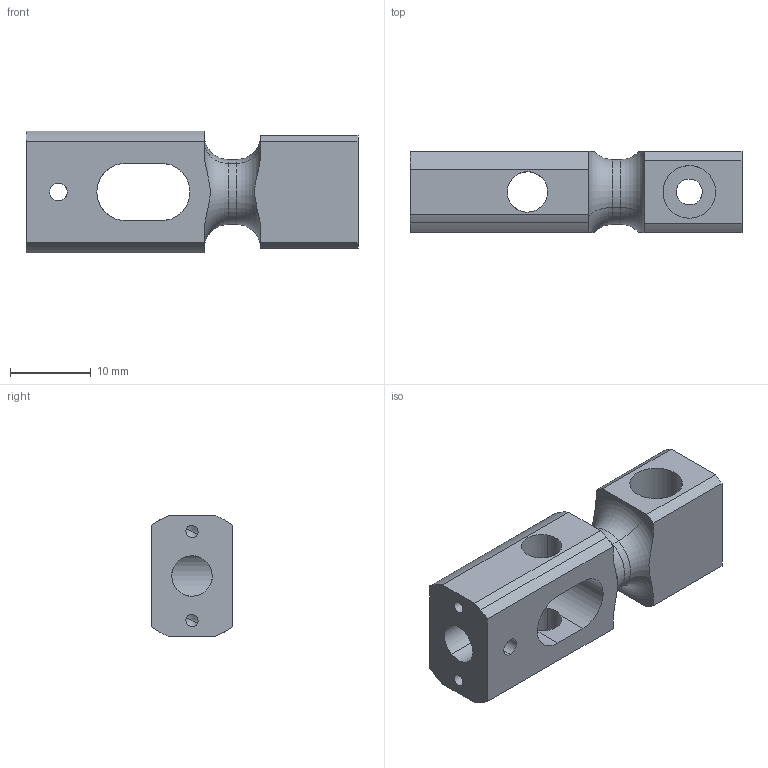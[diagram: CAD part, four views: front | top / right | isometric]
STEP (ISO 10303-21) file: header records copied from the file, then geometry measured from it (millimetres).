
FILE_DESCRIPTION(('CATIA V5 STEP Exchange'),'2;1');
FILE_NAME('tete de rotor.stp','2024-11-17T17:33:46+00:00',('none'),('none'),'CATIA Version 5 Release 18 GA (IN-10)','CATIA V5 STEP AP203','none');
FILE_SCHEMA(('CONFIG_CONTROL_DESIGN'));
Length unit declared in the file: millimetre
Products named in the file (1): Part1
Bounding box: 41 x 10.02 x 15 mm (x, y, z)
Volume: 3859.5 mm3; surface area: 2804.7 mm2
Topology: 1 solids, 1 shells, 66 faces, 185 edges, 118 vertices
Faces by surface type: cylinder 36, plane 22, torus 4, cone 4
Entity records: 2107 total; most frequent: CARTESIAN_POINT 538, ORIENTED_EDGE 362, DIRECTION 223, EDGE_CURVE 181, VERTEX_POINT 118, AXIS2_PLACEMENT_3D 113, EDGE_LOOP 83, CIRCLE 82
